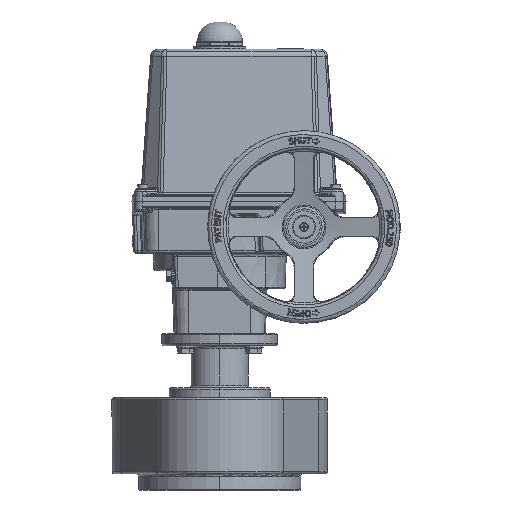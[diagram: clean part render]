
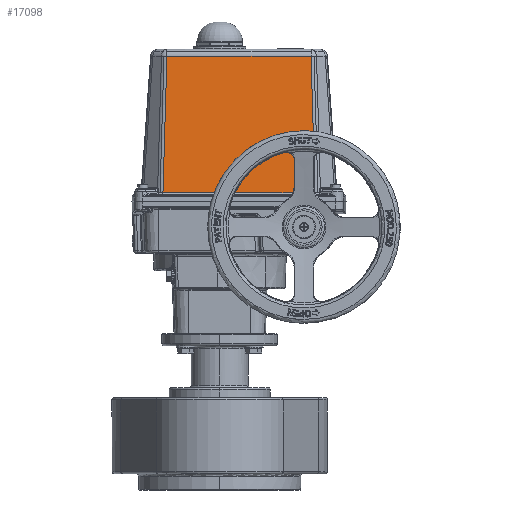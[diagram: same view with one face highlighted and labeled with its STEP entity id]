
A CAD part, left-side view. The second image highlights one B-rep face of the part: STEP entity #17098.
In plain terms, the highlighted planar face has unit normal (-0.998, 0, 0.07).
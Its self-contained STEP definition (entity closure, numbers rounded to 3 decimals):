
#3562=CARTESIAN_POINT('',(-100.676,73.717,183.291));
#3563=VERTEX_POINT('',#3562);
#4641=CARTESIAN_POINT('',(-100.676,-123.717,183.291));
#4642=VERTEX_POINT('',#4641);
#14328=CARTESIAN_POINT('',(-100.676,-123.717,183.291));
#14329=DIRECTION('',(-0.,1.,0.));
#14330=VECTOR('',#14329,197.435);
#14331=LINE('',#14328,#14330);
#14332=EDGE_CURVE('',#4642,#3563,#14331,.T.);
#14875=CARTESIAN_POINT('',(-88.305,68.593,360.198));
#14876=VERTEX_POINT('',#14875);
#14877=CARTESIAN_POINT('',(-100.676,73.717,183.291));
#14878=DIRECTION('',(0.07,-0.029,0.997));
#14879=VECTOR('',#14878,177.413);
#14880=LINE('',#14877,#14879);
#14881=EDGE_CURVE('',#3563,#14876,#14880,.T.);
#15535=CARTESIAN_POINT('',(-88.305,-118.593,360.198));
#15536=VERTEX_POINT('',#15535);
#17077=CARTESIAN_POINT('',(-101.5,-128.191,171.5));
#17078=DIRECTION('',(-0.998,-0.,0.07));
#17079=DIRECTION('',(0.,-1.,-0.));
#17080=AXIS2_PLACEMENT_3D('',#17077,#17078,#17079);
#17081=PLANE('',#17080);
#17082=ORIENTED_EDGE('',*,*,#14332,.F.);
#17083=CARTESIAN_POINT('',(-88.305,-118.593,360.198));
#17084=DIRECTION('',(-0.07,-0.029,-0.997));
#17085=VECTOR('',#17084,177.413);
#17086=LINE('',#17083,#17085);
#17087=EDGE_CURVE('',#15536,#4642,#17086,.T.);
#17088=ORIENTED_EDGE('',*,*,#17087,.F.);
#17089=CARTESIAN_POINT('',(-88.305,68.593,360.198));
#17090=DIRECTION('',(0.,-1.,-0.));
#17091=VECTOR('',#17090,187.187);
#17092=LINE('',#17089,#17091);
#17093=EDGE_CURVE('',#14876,#15536,#17092,.T.);
#17094=ORIENTED_EDGE('',*,*,#17093,.F.);
#17095=ORIENTED_EDGE('',*,*,#14881,.F.);
#17096=EDGE_LOOP('',(#17082,#17088,#17094,#17095));
#17097=FACE_BOUND('',#17096,.T.);
#17098=ADVANCED_FACE('',(#17097),#17081,.T.);
